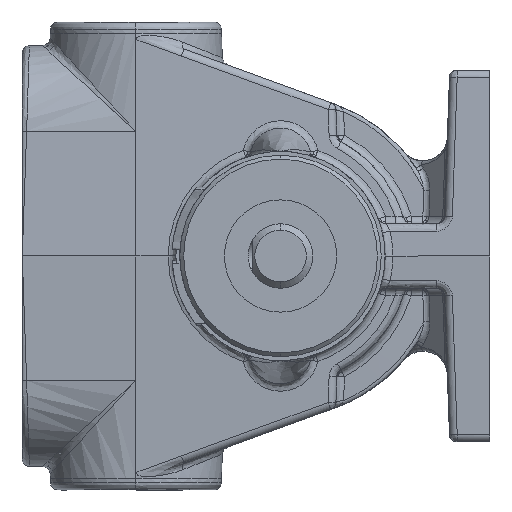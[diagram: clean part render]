
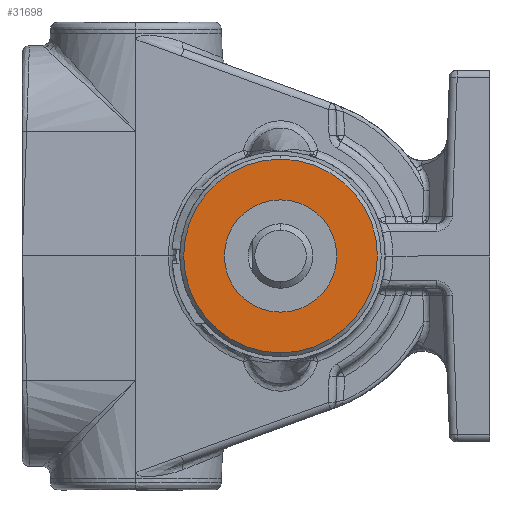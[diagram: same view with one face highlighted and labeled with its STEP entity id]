
A CAD part, left-side view. The second image highlights one B-rep face of the part: STEP entity #31698.
In plain terms, the highlighted planar face has unit normal (-1, 0, 0).
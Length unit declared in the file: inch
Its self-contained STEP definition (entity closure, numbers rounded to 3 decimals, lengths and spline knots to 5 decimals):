
#2725 = VERTEX_POINT ( 'NONE', #16349 ) ;
#3627 = AXIS2_PLACEMENT_3D ( 'NONE', #6519, #28976, #9710 ) ;
#3839 = VERTEX_POINT ( 'NONE', #39487 ) ;
#4952 = EDGE_LOOP ( 'NONE', ( #16907, #31847 ) ) ;
#5081 = AXIS2_PLACEMENT_3D ( 'NONE', #7369, #29808, #10572 ) ;
#5376 = AXIS2_PLACEMENT_3D ( 'NONE', #18735, #41139, #21984 ) ;
#6519 = CARTESIAN_POINT ( 'NONE',  ( -4.41, 0., 0. ) ) ;
#7369 = CARTESIAN_POINT ( 'NONE',  ( -4.41, 0.78, 0. ) ) ;
#9381 = CARTESIAN_POINT ( 'NONE',  ( -4.41, 0., 0. ) ) ;
#9606 = EDGE_CURVE ( 'NONE', #13239, #41381, #19422, .T. ) ;
#9710 = DIRECTION ( 'NONE',  ( 0., 0., -1. ) ) ;
#10572 = DIRECTION ( 'NONE',  ( 0., 0., 1. ) ) ;
#12608 = DIRECTION ( 'NONE',  ( 0., 0., 1. ) ) ;
#12817 = CIRCLE ( 'NONE', #21932, 0.75 ) ;
#12988 = CIRCLE ( 'NONE', #37371, 0.75 ) ;
#13239 = VERTEX_POINT ( 'NONE', #24311 ) ;
#13299 = CARTESIAN_POINT ( 'NONE',  ( -4.41, 0., 0.435 ) ) ;
#13660 = PLANE ( 'NONE',  #5081 ) ;
#13923 = ORIENTED_EDGE ( 'NONE', *, *, #9606, .T. ) ;
#15606 = CARTESIAN_POINT ( 'NONE',  ( -4.41, 0., 0. ) ) ;
#16349 = CARTESIAN_POINT ( 'NONE',  ( -4.41, 0., 0.75 ) ) ;
#16907 = ORIENTED_EDGE ( 'NONE', *, *, #20638, .T. ) ;
#18735 = CARTESIAN_POINT ( 'NONE',  ( -4.41, 0., 0. ) ) ;
#18819 = DIRECTION ( 'NONE',  ( 0., 0., 1. ) ) ;
#18870 = EDGE_CURVE ( 'NONE', #41381, #13239, #41341, .T. ) ;
#19422 = CIRCLE ( 'NONE', #3627, 0.435 ) ;
#19937 = EDGE_LOOP ( 'NONE', ( #13923, #32100 ) ) ;
#20638 = EDGE_CURVE ( 'NONE', #3839, #2725, #12988, .T. ) ;
#20822 = FACE_OUTER_BOUND ( 'NONE', #4952, .T. ) ;
#21932 = AXIS2_PLACEMENT_3D ( 'NONE', #15606, #38012, #18819 ) ;
#21984 = DIRECTION ( 'NONE',  ( 0., 0., -1. ) ) ;
#24311 = CARTESIAN_POINT ( 'NONE',  ( -4.41, 0., -0.435 ) ) ;
#28976 = DIRECTION ( 'NONE',  ( 1., 0., 0. ) ) ;
#29808 = DIRECTION ( 'NONE',  ( -1., 0., 0. ) ) ;
#30357 = FACE_BOUND ( 'NONE', #19937, .T. ) ;
#31698 = ADVANCED_FACE ( 'NONE', ( #20822, #30357 ), #13660, .T. ) ;
#31822 = DIRECTION ( 'NONE',  ( -1., 0., 0. ) ) ;
#31847 = ORIENTED_EDGE ( 'NONE', *, *, #32981, .T. ) ;
#32100 = ORIENTED_EDGE ( 'NONE', *, *, #18870, .T. ) ;
#32981 = EDGE_CURVE ( 'NONE', #2725, #3839, #12817, .T. ) ;
#37371 = AXIS2_PLACEMENT_3D ( 'NONE', #9381, #31822, #12608 ) ;
#38012 = DIRECTION ( 'NONE',  ( -1., 0., 0. ) ) ;
#39487 = CARTESIAN_POINT ( 'NONE',  ( -4.41, 0., -0.75 ) ) ;
#41139 = DIRECTION ( 'NONE',  ( 1., 0., 0. ) ) ;
#41341 = CIRCLE ( 'NONE', #5376, 0.435 ) ;
#41381 = VERTEX_POINT ( 'NONE', #13299 ) ;
